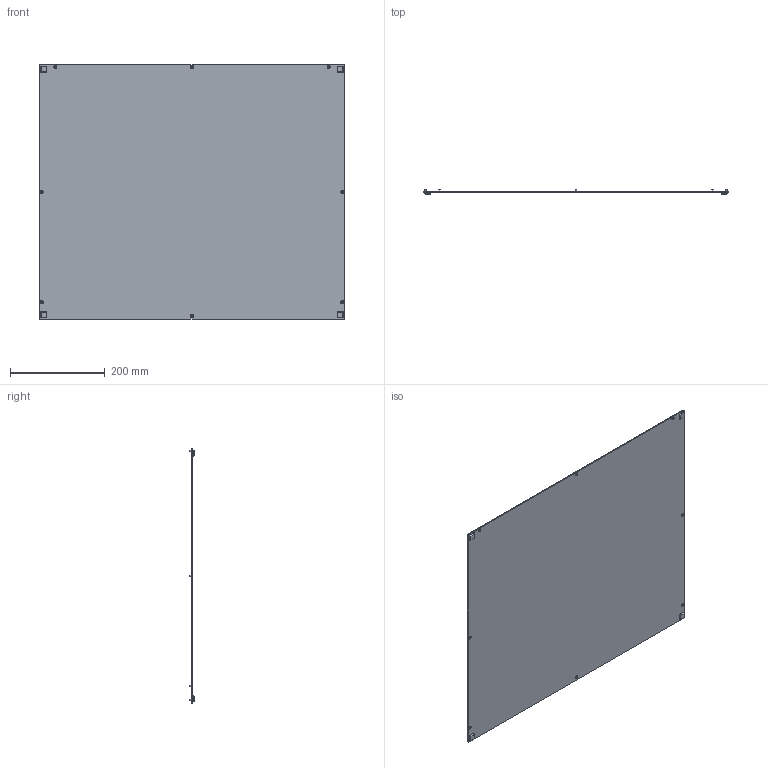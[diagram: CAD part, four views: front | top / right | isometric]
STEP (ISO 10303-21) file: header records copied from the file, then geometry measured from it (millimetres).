
FILE_DESCRIPTION (( 'STEP AP214' ), '1' );
FILE_NAME ('INGUN_113713.STEP', '2022-10-24T14:08:05', ( '' ), ( '' ), 'SwSTEP 2.0', 'SolidWorks 2021', '' );
FILE_SCHEMA (( 'AUTOMOTIVE_DESIGN' ));
Length unit declared in the file: millimetre
Products named in the file (5): INGUN_113713; DIN7991~n_M03,0x006; 113714~0; 2719~1_einzeln<Standard>; 113623~0_S
Assembly tree (14 placements, depth 3):
  INGUN_113713
    113714~0
    113623~0_S  x4
      2719~1_einzeln<Standard>
    DIN7991~n_M03,0x006  x8
Bounding box: 646 x 9.52 x 538 mm (x, y, z)
Volume: 697118.1 mm3; surface area: 702485.5 mm2
Topology: 13 solids, 13 shells, 306 faces, 736 edges, 464 vertices
Faces by surface type: cylinder 188, plane 70, cone 48
Entity records: 2641 total; most frequent: DIRECTION 489, CARTESIAN_POINT 411, ORIENTED_EDGE 386, AXIS2_PLACEMENT_3D 198, EDGE_CURVE 193, VERTEX_POINT 120, CIRCLE 100, EDGE_LOOP 97
